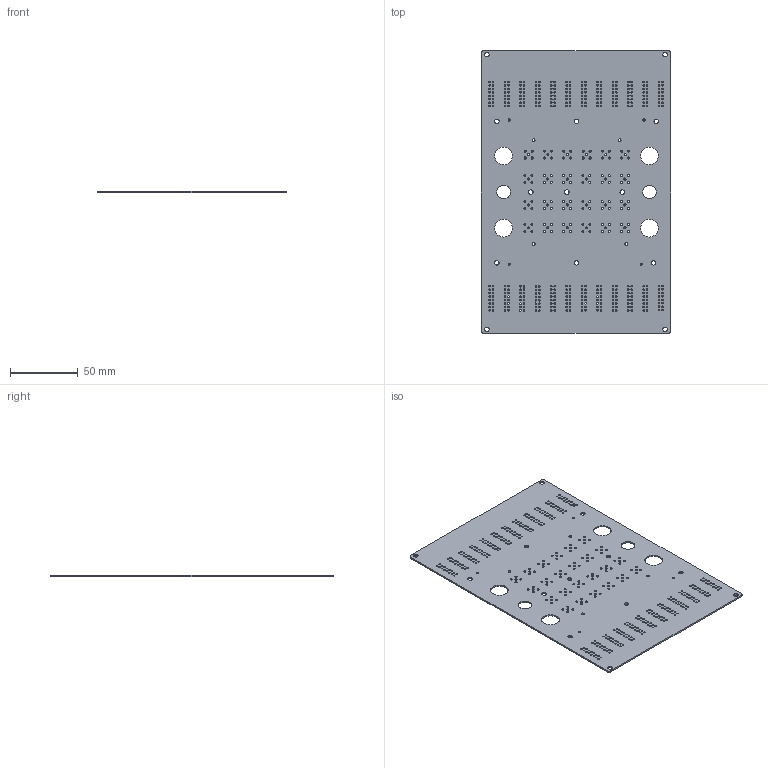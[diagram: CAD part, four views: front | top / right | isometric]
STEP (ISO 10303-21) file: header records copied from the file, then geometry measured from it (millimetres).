
FILE_DESCRIPTION(('Open CASCADE Model'),'2;1');
FILE_NAME('Open CASCADE Shape Model','2026-01-15T15:00:06',('Author'),( 'Open CASCADE'),'Open CASCADE STEP processor 7.5','Open CASCADE 7.5' ,'Unknown');
FILE_SCHEMA(('AUTOMOTIVE_DESIGN { 1 0 10303 214 1 1 1 1 }'));
Length unit declared in the file: millimetre
Products named in the file (3): PCB; Board; Open CASCADE STEP translator 7.5 1.1.1
Assembly tree (2 placements, depth 3):
  PCB
    Board
      Open CASCADE STEP translator 7.5 1.1.1
Bounding box: 139.19 x 208 x 1.12 mm (x, y, z)
Volume: 30929.1 mm3; surface area: 58458 mm2
Topology: 1 solids, 1 shells, 541 faces, 1617 edges, 1078 vertices
Faces by surface type: cylinder 535, plane 6
Full cylindrical faces by diameter (mm): 1.1 x384, 1.5 x120, 1.55 x4, 2.2 x4, 3.3 x13, 10 x2, 13 x3, 13.002 x1
Entity records: 21062 total; most frequent: DIRECTION 3775, CARTESIAN_POINT 3239, ORIENTED_EDGE 3234, EDGE_CURVE 1617, AXIS2_PLACEMENT_3D 1614, FACE_BOUND 1603, EDGE_LOOP 1603, VERTEX_POINT 1078
